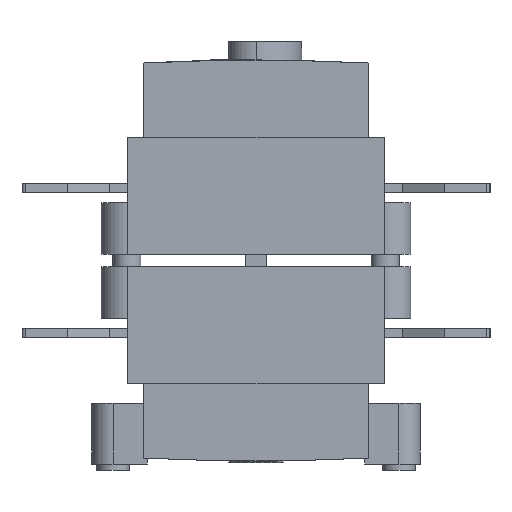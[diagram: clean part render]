
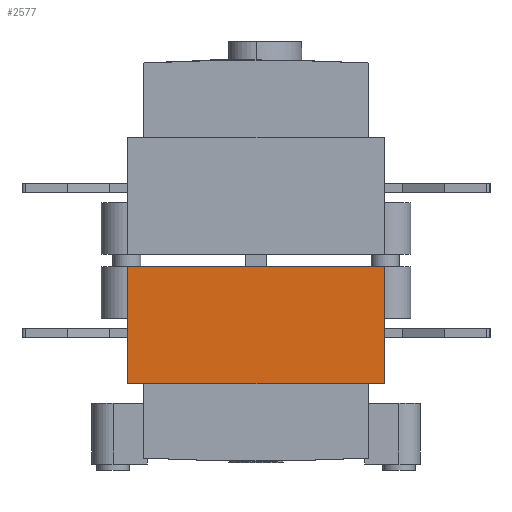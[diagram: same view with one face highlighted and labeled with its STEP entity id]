
A CAD part, left-side view. The second image highlights one B-rep face of the part: STEP entity #2577.
In plain terms, the highlighted planar face has unit normal (-1, 0, 0).
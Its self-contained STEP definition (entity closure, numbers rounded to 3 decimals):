
#2538=CARTESIAN_POINT('',(-98.061,38.6,97.842));
#2539=DIRECTION('',(1.0,0.0,0.0));
#2540=DIRECTION('',(0.0,0.0,-1.0));
#2541=AXIS2_PLACEMENT_3D('',#2538,#2539,#2540);
#2542=PLANE('',#2541);
#2543=CARTESIAN_POINT('',(-98.061,123.,55.342));
#2544=VERTEX_POINT('',#2543);
#2545=CARTESIAN_POINT('',(-98.061,38.6,55.342));
#2546=VERTEX_POINT('',#2545);
#2547=CARTESIAN_POINT('',(-98.061,123.,55.342));
#2548=DIRECTION('',(0.0,-1.0,0.0));
#2549=VECTOR('',#2548,84.4);
#2550=LINE('',#2547,#2549);
#2551=EDGE_CURVE('',#2544,#2546,#2550,.T.);
#2552=ORIENTED_EDGE('',*,*,#2551,.F.);
#2553=CARTESIAN_POINT('',(-98.061,123.,16.842));
#2554=VERTEX_POINT('',#2553);
#2555=CARTESIAN_POINT('',(-98.061,123.,16.842));
#2556=DIRECTION('',(0.0,0.0,1.0));
#2557=VECTOR('',#2556,38.5);
#2558=LINE('',#2555,#2557);
#2559=EDGE_CURVE('',#2554,#2544,#2558,.T.);
#2560=ORIENTED_EDGE('',*,*,#2559,.F.);
#2561=CARTESIAN_POINT('',(-98.061,38.6,16.842));
#2562=VERTEX_POINT('',#2561);
#2563=CARTESIAN_POINT('',(-98.061,38.6,16.842));
#2564=DIRECTION('',(0.0,1.0,0.0));
#2565=VECTOR('',#2564,84.4);
#2566=LINE('',#2563,#2565);
#2567=EDGE_CURVE('',#2562,#2554,#2566,.T.);
#2568=ORIENTED_EDGE('',*,*,#2567,.F.);
#2569=CARTESIAN_POINT('',(-98.061,38.6,55.342));
#2570=DIRECTION('',(0.0,0.0,-1.0));
#2571=VECTOR('',#2570,38.5);
#2572=LINE('',#2569,#2571);
#2573=EDGE_CURVE('',#2546,#2562,#2572,.T.);
#2574=ORIENTED_EDGE('',*,*,#2573,.F.);
#2575=EDGE_LOOP('',(#2552,#2560,#2568,#2574));
#2576=FACE_OUTER_BOUND('',#2575,.T.);
#2577=ADVANCED_FACE('',(#2576),#2542,.F.);
